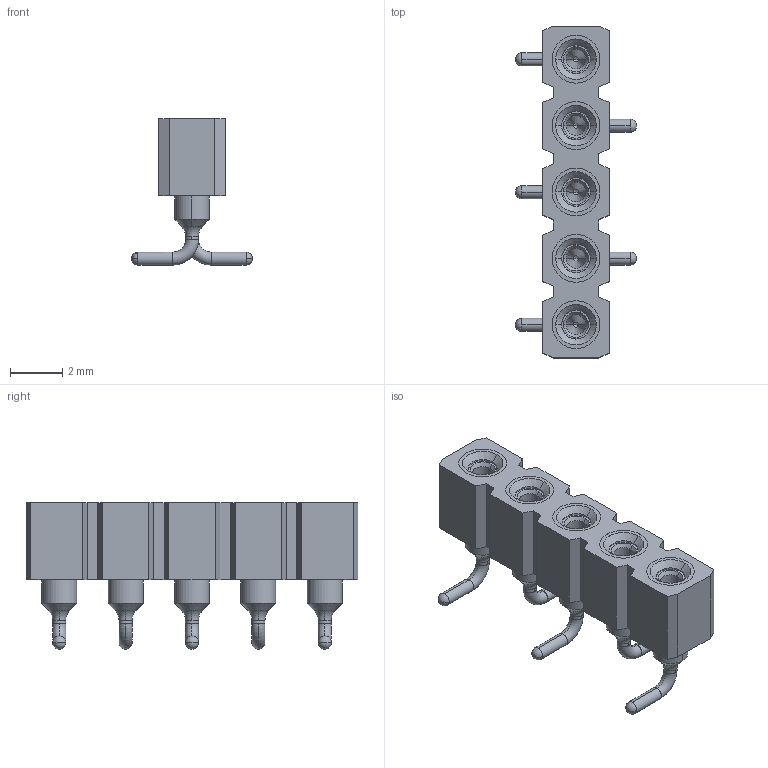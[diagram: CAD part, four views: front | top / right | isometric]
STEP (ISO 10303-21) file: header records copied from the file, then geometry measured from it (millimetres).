
FILE_DESCRIPTION(('FreeCAD Model'),'2;1');
FILE_NAME('pcb_connector_310-87-105-41-105101.step', '2019-02-25T18:58:12',('kicad StepUp'),('ksu MCAD'), 'Open CASCADE STEP processor 7.2','FreeCAD','Unknown');
FILE_SCHEMA(('AUTOMOTIVE_DESIGN { 1 0 10303 214 1 1 1 1 }'));
Length unit declared in the file: millimetre
Products named in the file (1): pcb_connector_310-87-105-41-105101
Bounding box: 4.64 x 12.7 x 5.6 mm (x, y, z)
Volume: 85.6 mm3; surface area: 296.1 mm2
Topology: 1 solids, 1 shells, 262 faces, 635 edges, 370 vertices
Faces by surface type: cone 100, cylinder 70, plane 62, torus 20, sphere 10
Entity records: 9451 total; most frequent: CARTESIAN_POINT 1458, DIRECTION 1406, ORIENTED_EDGE 1210, EDGE_CURVE 605, AXIS2_PLACEMENT_3D 558, VERTEX_POINT 370, LINE 290, VECTOR 290
